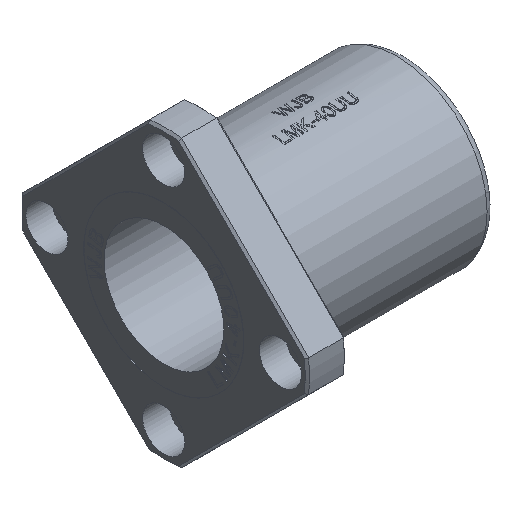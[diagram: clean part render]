
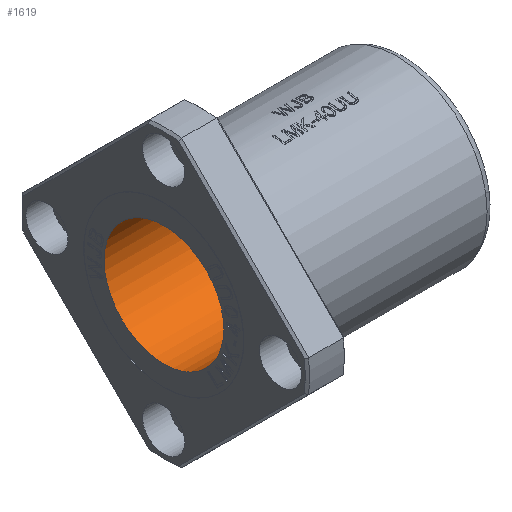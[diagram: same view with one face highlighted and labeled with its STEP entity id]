
A CAD part, isometric view. The second image highlights one B-rep face of the part: STEP entity #1619.
In plain terms, the highlighted cylindrical face has radius 20 mm (diameter 40 mm), a full revolution.
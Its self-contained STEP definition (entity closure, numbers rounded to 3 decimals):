
#1507=FACE_BOUND('',#2367,.T.);
#1508=FACE_BOUND('',#2368,.T.);
#1580=CYLINDRICAL_SURFACE('',#6789,20.);
#1619=ADVANCED_FACE('',(#1507,#1508),#1580,.F.);
#2367=EDGE_LOOP('',(#3520,#3521));
#2368=EDGE_LOOP('',(#3522,#3523));
#2793=B_SPLINE_CURVE_WITH_KNOTS('',3,(#8634,#8635,#8636,#8637,#8638,#8639,
#8640,#8641,#8642,#8643),.UNSPECIFIED.,.F.,.F.,(4,2,2,2,4),(0.,0.25,0.5,
0.75,1.),.UNSPECIFIED.);
#2794=B_SPLINE_CURVE_WITH_KNOTS('',3,(#8646,#8647,#8648,#8649,#8650,#8651,
#8652,#8653,#8654,#8655),.UNSPECIFIED.,.F.,.F.,(4,2,2,2,4),(0.,0.25,0.5,
0.75,1.),.UNSPECIFIED.);
#2823=B_SPLINE_CURVE_WITH_KNOTS('',3,(#9093,#9094,#9095,#9096,#9097,#9098,
#9099,#9100,#9101,#9102),.UNSPECIFIED.,.F.,.F.,(4,2,2,2,4),(0.,0.25,0.5,
0.75,1.),.UNSPECIFIED.);
#2824=B_SPLINE_CURVE_WITH_KNOTS('',3,(#9105,#9106,#9107,#9108,#9109,#9110,
#9111,#9112,#9113,#9114),.UNSPECIFIED.,.F.,.F.,(4,2,2,2,4),(0.,0.25,0.5,
0.75,1.),.UNSPECIFIED.);
#3520=ORIENTED_EDGE('',*,*,#5790,.F.);
#3521=ORIENTED_EDGE('',*,*,#5791,.F.);
#3522=ORIENTED_EDGE('',*,*,#5889,.F.);
#3523=ORIENTED_EDGE('',*,*,#5888,.F.);
#5146=VERTEX_POINT('',#8644);
#5147=VERTEX_POINT('',#8645);
#5244=VERTEX_POINT('',#9103);
#5245=VERTEX_POINT('',#9104);
#5790=EDGE_CURVE('',#5146,#5147,#2793,.T.);
#5791=EDGE_CURVE('',#5147,#5146,#2794,.T.);
#5888=EDGE_CURVE('',#5244,#5245,#2823,.T.);
#5889=EDGE_CURVE('',#5245,#5244,#2824,.T.);
#6789=AXIS2_PLACEMENT_3D('',#9922,#7364,#7365);
#7364=DIRECTION('',(-1.,0.,0.));
#7365=DIRECTION('',(0.,0.,1.));
#8634=CARTESIAN_POINT('',(79.9,0.,20.));
#8635=CARTESIAN_POINT('',(79.9,5.305,20.));
#8636=CARTESIAN_POINT('',(79.9,10.392,17.892));
#8637=CARTESIAN_POINT('',(79.9,17.892,10.392));
#8638=CARTESIAN_POINT('',(79.9,20.,5.303));
#8639=CARTESIAN_POINT('',(79.9,20.,-5.303));
#8640=CARTESIAN_POINT('',(79.9,17.892,-10.392));
#8641=CARTESIAN_POINT('',(79.9,10.392,-17.892));
#8642=CARTESIAN_POINT('',(79.9,5.306,-20.));
#8643=CARTESIAN_POINT('',(79.9,0.,-20.));
#8644=CARTESIAN_POINT('',(79.9,0.,20.));
#8645=CARTESIAN_POINT('',(79.9,0.,-20.));
#8646=CARTESIAN_POINT('',(79.9,0.,-20.));
#8647=CARTESIAN_POINT('',(79.9,-5.305,-20.));
#8648=CARTESIAN_POINT('',(79.9,-10.392,-17.892));
#8649=CARTESIAN_POINT('',(79.9,-17.892,-10.392));
#8650=CARTESIAN_POINT('',(79.9,-20.,-5.303));
#8651=CARTESIAN_POINT('',(79.9,-20.,5.303));
#8652=CARTESIAN_POINT('',(79.9,-17.892,10.392));
#8653=CARTESIAN_POINT('',(79.9,-10.392,17.892));
#8654=CARTESIAN_POINT('',(79.9,-5.306,20.));
#8655=CARTESIAN_POINT('',(79.9,0.,20.));
#9093=CARTESIAN_POINT('',(0.1,0.,-20.));
#9094=CARTESIAN_POINT('',(0.1,5.305,-20.));
#9095=CARTESIAN_POINT('',(0.1,10.392,-17.892));
#9096=CARTESIAN_POINT('',(0.1,17.892,-10.392));
#9097=CARTESIAN_POINT('',(0.1,20.,-5.303));
#9098=CARTESIAN_POINT('',(0.1,20.,5.303));
#9099=CARTESIAN_POINT('',(0.1,17.892,10.392));
#9100=CARTESIAN_POINT('',(0.1,10.392,17.892));
#9101=CARTESIAN_POINT('',(0.1,5.306,20.));
#9102=CARTESIAN_POINT('',(0.1,0.,20.));
#9103=CARTESIAN_POINT('',(0.1,0.,-20.));
#9104=CARTESIAN_POINT('',(0.1,0.,20.));
#9105=CARTESIAN_POINT('',(0.1,0.,20.));
#9106=CARTESIAN_POINT('',(0.1,-5.305,20.));
#9107=CARTESIAN_POINT('',(0.1,-10.392,17.892));
#9108=CARTESIAN_POINT('',(0.1,-17.892,10.392));
#9109=CARTESIAN_POINT('',(0.1,-20.,5.303));
#9110=CARTESIAN_POINT('',(0.1,-20.,-5.303));
#9111=CARTESIAN_POINT('',(0.1,-17.892,-10.392));
#9112=CARTESIAN_POINT('',(0.1,-10.392,-17.892));
#9113=CARTESIAN_POINT('',(0.1,-5.306,-20.));
#9114=CARTESIAN_POINT('',(0.1,0.,-20.));
#9922=CARTESIAN_POINT('',(79.9,0.,0.));
